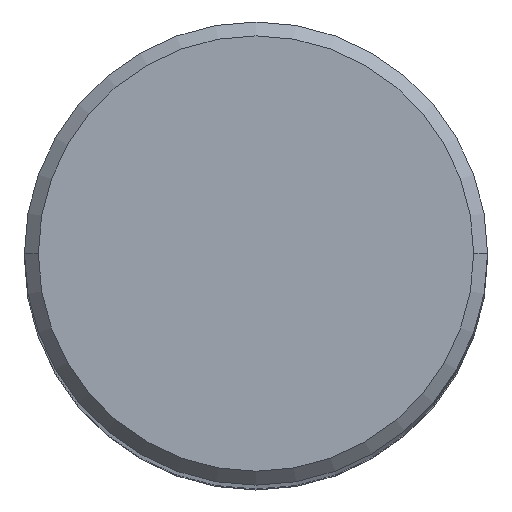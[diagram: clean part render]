
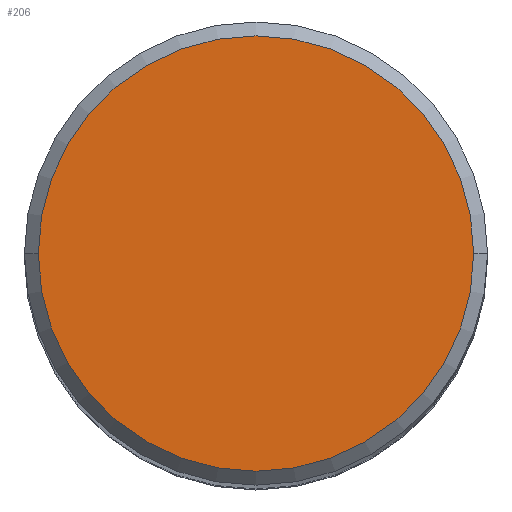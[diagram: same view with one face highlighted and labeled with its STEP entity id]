
A CAD part, top view. The second image highlights one B-rep face of the part: STEP entity #206.
In plain terms, the highlighted planar face has unit normal (0, 0, 1).
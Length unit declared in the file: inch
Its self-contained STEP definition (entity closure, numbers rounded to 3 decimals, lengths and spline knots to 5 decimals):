
#30 = DIRECTION ( 'NONE',  ( 1., 0., 0. ) ) ;
#46 = DIRECTION ( 'NONE',  ( 1., 0., 0. ) ) ;
#52 = DIRECTION ( 'NONE',  ( 0., 0., 1. ) ) ;
#55 = ORIENTED_EDGE ( 'NONE', *, *, #272, .T. ) ;
#56 = DIRECTION ( 'NONE',  ( 1., 0., 0. ) ) ;
#65 = EDGE_LOOP ( 'NONE', ( #182, #55 ) ) ;
#75 = CARTESIAN_POINT ( 'NONE',  ( -0.235, 0., 3. ) ) ;
#172 = DIRECTION ( 'NONE',  ( 0., 0., 1. ) ) ;
#176 = CARTESIAN_POINT ( 'NONE',  ( 0., 0., 3. ) ) ;
#177 = VERTEX_POINT ( 'NONE', #75 ) ;
#182 = ORIENTED_EDGE ( 'NONE', *, *, #289, .T. ) ;
#193 = CARTESIAN_POINT ( 'NONE',  ( 0., 0., 3. ) ) ;
#206 = ADVANCED_FACE ( 'NONE', ( #307 ), #248, .T. ) ;
#214 = CIRCLE ( 'NONE', #231, 0.235 ) ;
#218 = AXIS2_PLACEMENT_3D ( 'NONE', #193, #52, #46 ) ;
#229 = DIRECTION ( 'NONE',  ( 0., 0., 1. ) ) ;
#231 = AXIS2_PLACEMENT_3D ( 'NONE', #283, #172, #56 ) ;
#248 = PLANE ( 'NONE',  #218 ) ;
#272 = EDGE_CURVE ( 'NONE', #284, #177, #214, .T. ) ;
#282 = CARTESIAN_POINT ( 'NONE',  ( 0.235, 0., 3. ) ) ;
#283 = CARTESIAN_POINT ( 'NONE',  ( 0., 0., 3. ) ) ;
#284 = VERTEX_POINT ( 'NONE', #282 ) ;
#289 = EDGE_CURVE ( 'NONE', #177, #284, #310, .T. ) ;
#296 = AXIS2_PLACEMENT_3D ( 'NONE', #176, #229, #30 ) ;
#307 = FACE_OUTER_BOUND ( 'NONE', #65, .T. ) ;
#310 = CIRCLE ( 'NONE', #296, 0.235 ) ;
